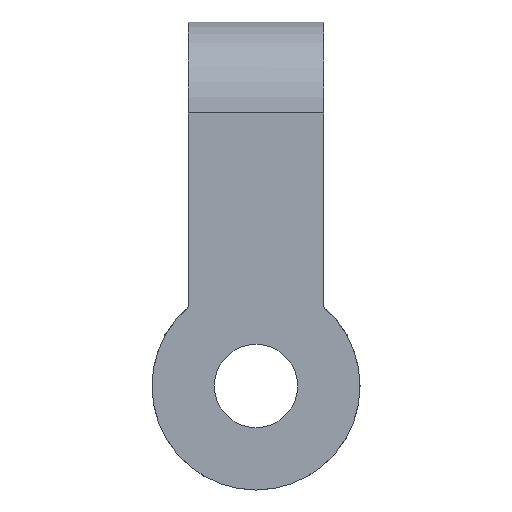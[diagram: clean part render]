
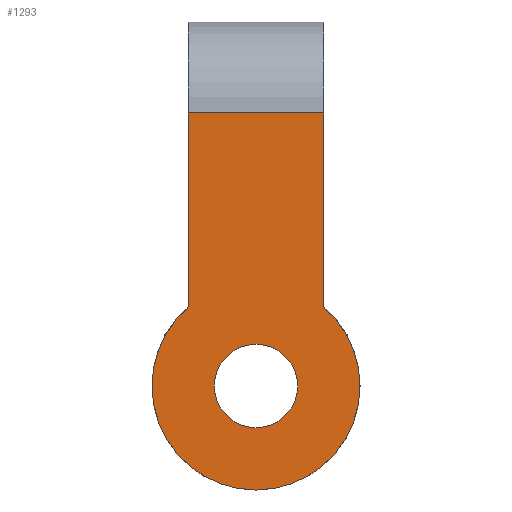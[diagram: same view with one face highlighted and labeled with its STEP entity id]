
A CAD part, left-side view. The second image highlights one B-rep face of the part: STEP entity #1293.
In plain terms, the highlighted planar face has unit normal (-1, 0, 0).
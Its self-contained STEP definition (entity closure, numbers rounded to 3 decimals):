
#35=FACE_BOUND('',#230,.T.);
#84=PLANE('',#1427);
#144=FACE_OUTER_BOUND('',#229,.T.);
#229=EDGE_LOOP('',(#1064,#1065,#1066,#1067,#1068));
#230=EDGE_LOOP('',(#1069));
#318=LINE('',#2400,#422);
#324=LINE('',#2423,#428);
#327=LINE('',#2430,#431);
#422=VECTOR('',#1663,10.);
#428=VECTOR('',#1685,10.);
#431=VECTOR('',#1694,10.);
#502=CIRCLE('',#1368,20.);
#506=CIRCLE('',#1372,20.);
#533=CIRCLE('',#1428,8.);
#583=VERTEX_POINT('',#2055);
#584=VERTEX_POINT('',#2057);
#586=VERTEX_POINT('',#2064);
#622=VERTEX_POINT('',#2398);
#631=VERTEX_POINT('',#2421);
#633=VERTEX_POINT('',#2431);
#710=EDGE_CURVE('',#584,#583,#502,.T.);
#715=EDGE_CURVE('',#586,#584,#506,.T.);
#776=EDGE_CURVE('',#622,#583,#318,.T.);
#787=EDGE_CURVE('',#631,#622,#324,.T.);
#791=EDGE_CURVE('',#586,#631,#327,.T.);
#792=EDGE_CURVE('',#633,#633,#533,.T.);
#1064=ORIENTED_EDGE('',*,*,#715,.T.);
#1065=ORIENTED_EDGE('',*,*,#710,.T.);
#1066=ORIENTED_EDGE('',*,*,#776,.F.);
#1067=ORIENTED_EDGE('',*,*,#787,.F.);
#1068=ORIENTED_EDGE('',*,*,#791,.F.);
#1069=ORIENTED_EDGE('',*,*,#792,.T.);
#1293=ADVANCED_FACE('',(#144,#35),#84,.T.);
#1368=AXIS2_PLACEMENT_3D('',#2058,#1540,#1541);
#1372=AXIS2_PLACEMENT_3D('',#2065,#1549,#1550);
#1427=AXIS2_PLACEMENT_3D('',#2429,#1692,#1693);
#1428=AXIS2_PLACEMENT_3D('',#2432,#1695,#1696);
#1540=DIRECTION('center_axis',(-1.,0.,0.));
#1541=DIRECTION('ref_axis',(0.,0.,1.));
#1549=DIRECTION('center_axis',(-1.,0.,0.));
#1550=DIRECTION('ref_axis',(0.,0.,1.));
#1663=DIRECTION('',(0.,0.,-1.));
#1685=DIRECTION('',(0.,-1.,0.));
#1692=DIRECTION('center_axis',(-1.,0.,0.));
#1693=DIRECTION('ref_axis',(0.,-1.,0.));
#1694=DIRECTION('',(0.,0.,1.));
#1695=DIRECTION('center_axis',(1.,0.,0.));
#1696=DIRECTION('ref_axis',(0.,-1.,0.));
#2055=CARTESIAN_POINT('',(-39.,-26.,15.199));
#2057=CARTESIAN_POINT('',(-39.,-13.,-20.));
#2058=CARTESIAN_POINT('Origin',(-39.,-13.,0.));
#2064=CARTESIAN_POINT('',(-39.,0.,15.199));
#2065=CARTESIAN_POINT('Origin',(-39.,-13.,0.));
#2398=CARTESIAN_POINT('',(-39.,-26.,52.5));
#2400=CARTESIAN_POINT('',(-39.,-26.,25.149));
#2421=CARTESIAN_POINT('',(-39.,0.,52.5));
#2423=CARTESIAN_POINT('',(-39.,-19.5,52.5));
#2429=CARTESIAN_POINT('Origin',(-39.,-13.,15.5));
#2430=CARTESIAN_POINT('',(-39.,0.,45.05));
#2431=CARTESIAN_POINT('',(-39.,-5.,0.));
#2432=CARTESIAN_POINT('Origin',(-39.,-13.,0.));
